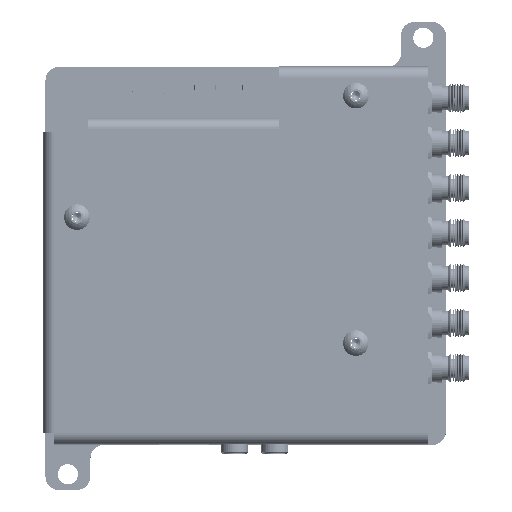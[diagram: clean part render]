
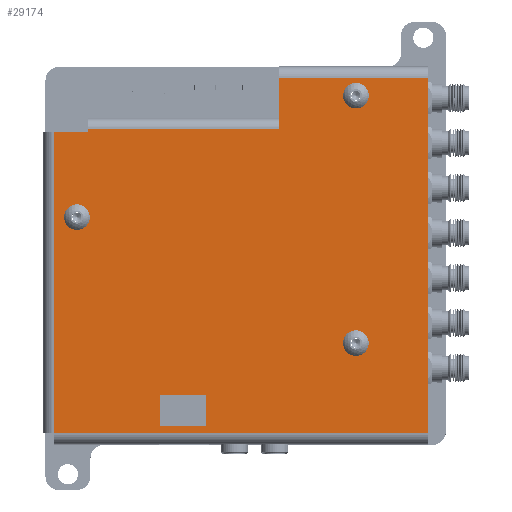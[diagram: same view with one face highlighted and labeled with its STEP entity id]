
A CAD part, top view. The second image highlights one B-rep face of the part: STEP entity #29174.
In plain terms, the highlighted planar face has unit normal (0, 0, 1).
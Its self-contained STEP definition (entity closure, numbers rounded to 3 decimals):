
#1076 = CARTESIAN_POINT ( 'NONE',  ( 40.5, 39.5, 78.094 ) ) ;
#1161 = CARTESIAN_POINT ( 'NONE',  ( -35.75, 8.5, 78.094 ) ) ;
#1504 = VERTEX_POINT ( 'NONE', #2989 ) ;
#1593 = EDGE_CURVE ( 'NONE', #73230, #1504, #10304, .T. ) ;
#1939 = VERTEX_POINT ( 'NONE', #65818 ) ;
#2150 = DIRECTION ( 'NONE',  ( 0., 0., 1. ) ) ;
#2989 = CARTESIAN_POINT ( 'NONE',  ( -42.5, -39.5, 78.094 ) ) ;
#3087 = ORIENTED_EDGE ( 'NONE', *, *, #31708, .F. ) ;
#3819 = VERTEX_POINT ( 'NONE', #84294 ) ;
#6458 = ORIENTED_EDGE ( 'NONE', *, *, #102248, .F. ) ;
#8404 = DIRECTION ( 'NONE',  ( -1., 0., 0. ) ) ;
#8499 = FACE_BOUND ( 'NONE', #98853, .T. ) ;
#8648 = ORIENTED_EDGE ( 'NONE', *, *, #82748, .T. ) ;
#9859 = DIRECTION ( 'NONE',  ( 0., 1., 0. ) ) ;
#10304 = LINE ( 'NONE', #42265, #35535 ) ;
#10385 = EDGE_CURVE ( 'NONE', #74609, #90942, #24496, .T. ) ;
#13519 = LINE ( 'NONE', #45472, #14980 ) ;
#14337 = DIRECTION ( 'NONE',  ( 0., 1., 0. ) ) ;
#14980 = VECTOR ( 'NONE', #85774, 1000. ) ;
#15303 = FACE_BOUND ( 'NONE', #50548, .T. ) ;
#15820 = DIRECTION ( 'NONE',  ( 0., 0., 1. ) ) ;
#17715 = DIRECTION ( 'NONE',  ( 0., 0., 1. ) ) ;
#18111 = ORIENTED_EDGE ( 'NONE', *, *, #58060, .F. ) ;
#18346 = ORIENTED_EDGE ( 'NONE', *, *, #1593, .F. ) ;
#19287 = VERTEX_POINT ( 'NONE', #74964 ) ;
#19798 = ORIENTED_EDGE ( 'NONE', *, *, #84468, .F. ) ;
#20300 = EDGE_CURVE ( 'NONE', #63326, #63326, #72792, .T. ) ;
#21201 = DIRECTION ( 'NONE',  ( 1., 0., 0. ) ) ;
#22489 = CARTESIAN_POINT ( 'NONE',  ( 26.25, 35.5, 78.094 ) ) ;
#22582 = VECTOR ( 'NONE', #59342, 1000. ) ;
#23477 = DIRECTION ( 'NONE',  ( 1., 0., 0. ) ) ;
#23662 = FACE_BOUND ( 'NONE', #47008, .T. ) ;
#24496 = LINE ( 'NONE', #63773, #92979 ) ;
#24791 = EDGE_CURVE ( 'NONE', #91569, #55653, #49677, .T. ) ;
#27275 = CIRCLE ( 'NONE', #79124, 1.75 ) ;
#27569 = VECTOR ( 'NONE', #9859, 1000. ) ;
#29174 = ADVANCED_FACE ( 'NONE', ( #95428, #97517, #8499, #23662, #15303 ), #55618, .T. ) ;
#31708 = EDGE_CURVE ( 'NONE', #1504, #85547, #13519, .T. ) ;
#32536 = CIRCLE ( 'NONE', #86044, 1.75 ) ;
#32678 = AXIS2_PLACEMENT_3D ( 'NONE', #36178, #2150, #50329 ) ;
#34114 = VECTOR ( 'NONE', #58209, 1000. ) ;
#34842 = EDGE_LOOP ( 'NONE', ( #70791, #3087, #18346, #88179, #8648, #18111, #48482, #80264 ) ) ;
#34956 = DIRECTION ( 'NONE',  ( -1., 0., 0. ) ) ;
#35380 = VECTOR ( 'NONE', #8404, 1000. ) ;
#35535 = VECTOR ( 'NONE', #34956, 1000. ) ;
#35872 = ORIENTED_EDGE ( 'NONE', *, *, #97621, .T. ) ;
#36178 = CARTESIAN_POINT ( 'NONE',  ( 24.5, 35.5, 78.094 ) ) ;
#36311 = CARTESIAN_POINT ( 'NONE',  ( -8.9, -38., 78.094 ) ) ;
#37219 = VECTOR ( 'NONE', #45088, 1000. ) ;
#37237 = LINE ( 'NONE', #93769, #37219 ) ;
#38269 = CARTESIAN_POINT ( 'NONE',  ( -19., -38., 78.094 ) ) ;
#39741 = VECTOR ( 'NONE', #62481, 1000. ) ;
#42265 = CARTESIAN_POINT ( 'NONE',  ( 40.5, -39.5, 78.094 ) ) ;
#44224 = CARTESIAN_POINT ( 'NONE',  ( -8.9, -31., 78.094 ) ) ;
#45088 = DIRECTION ( 'NONE',  ( 0., 1., 0. ) ) ;
#45472 = CARTESIAN_POINT ( 'NONE',  ( -42.5, -42., 78.094 ) ) ;
#45726 = CARTESIAN_POINT ( 'NONE',  ( -35., 28., 78.094 ) ) ;
#46059 = ORIENTED_EDGE ( 'NONE', *, *, #47897, .F. ) ;
#46150 = LINE ( 'NONE', #1076, #35380 ) ;
#46296 = CARTESIAN_POINT ( 'NONE',  ( 40.5, -42., 78.094 ) ) ;
#47008 = EDGE_LOOP ( 'NONE', ( #46059 ) ) ;
#47408 = DIRECTION ( 'NONE',  ( -1., 0., 0. ) ) ;
#47897 = EDGE_CURVE ( 'NONE', #1939, #1939, #32536, .T. ) ;
#48309 = CARTESIAN_POINT ( 'NONE',  ( 40.5, -42., 78.094 ) ) ;
#48482 = ORIENTED_EDGE ( 'NONE', *, *, #92688, .F. ) ;
#49677 = LINE ( 'NONE', #83565, #27569 ) ;
#50329 = DIRECTION ( 'NONE',  ( 1., 0., 0. ) ) ;
#50548 = EDGE_LOOP ( 'NONE', ( #77380 ) ) ;
#55133 = CARTESIAN_POINT ( 'NONE',  ( -19., -31., 78.094 ) ) ;
#55174 = DIRECTION ( 'NONE',  ( 0., 0., 1. ) ) ;
#55618 = PLANE ( 'NONE',  #80025 ) ;
#55653 = VERTEX_POINT ( 'NONE', #45726 ) ;
#58060 = EDGE_CURVE ( 'NONE', #72970, #91010, #37237, .T. ) ;
#58152 = LINE ( 'NONE', #59699, #92449 ) ;
#58209 = DIRECTION ( 'NONE',  ( 1., 0., 0. ) ) ;
#59164 = CARTESIAN_POINT ( 'NONE',  ( 7.5, 39.5, 78.094 ) ) ;
#59342 = DIRECTION ( 'NONE',  ( 0., 1., 0. ) ) ;
#59696 = CARTESIAN_POINT ( 'NONE',  ( -19., -31., 78.094 ) ) ;
#59699 = CARTESIAN_POINT ( 'NONE',  ( -19., -38., 78.094 ) ) ;
#59700 = CARTESIAN_POINT ( 'NONE',  ( -42.5, 27.5, 78.094 ) ) ;
#62481 = DIRECTION ( 'NONE',  ( 1., 0., 0. ) ) ;
#63326 = VERTEX_POINT ( 'NONE', #22489 ) ;
#63773 = CARTESIAN_POINT ( 'NONE',  ( -19., -38., 78.094 ) ) ;
#64525 = DIRECTION ( 'NONE',  ( 1., 0., 0. ) ) ;
#64855 = CARTESIAN_POINT ( 'NONE',  ( -37.5, 8.5, 78.094 ) ) ;
#65818 = CARTESIAN_POINT ( 'NONE',  ( 26.25, -19.5, 78.094 ) ) ;
#67623 = CARTESIAN_POINT ( 'NONE',  ( 40.5, -39.5, 78.094 ) ) ;
#68344 = CARTESIAN_POINT ( 'NONE',  ( 7.5, 28., 78.094 ) ) ;
#68965 = ORIENTED_EDGE ( 'NONE', *, *, #87797, .F. ) ;
#70791 = ORIENTED_EDGE ( 'NONE', *, *, #101171, .T. ) ;
#70975 = CARTESIAN_POINT ( 'NONE',  ( -35., 27.5, 78.094 ) ) ;
#72792 = CIRCLE ( 'NONE', #32678, 1.75 ) ;
#72970 = VERTEX_POINT ( 'NONE', #68344 ) ;
#73230 = VERTEX_POINT ( 'NONE', #67623 ) ;
#73399 = CARTESIAN_POINT ( 'NONE',  ( -42.5, 28., 78.094 ) ) ;
#73905 = LINE ( 'NONE', #73399, #34114 ) ;
#74609 = VERTEX_POINT ( 'NONE', #38269 ) ;
#74964 = CARTESIAN_POINT ( 'NONE',  ( 40.5, 39.5, 78.094 ) ) ;
#76087 = LINE ( 'NONE', #36311, #22582 ) ;
#76715 = CARTESIAN_POINT ( 'NONE',  ( 24.5, -19.5, 78.094 ) ) ;
#77380 = ORIENTED_EDGE ( 'NONE', *, *, #20300, .F. ) ;
#79124 = AXIS2_PLACEMENT_3D ( 'NONE', #64855, #17715, #23477 ) ;
#80025 = AXIS2_PLACEMENT_3D ( 'NONE', #48309, #15820, #64525 ) ;
#80264 = ORIENTED_EDGE ( 'NONE', *, *, #24791, .F. ) ;
#82157 = VERTEX_POINT ( 'NONE', #44224 ) ;
#82748 = EDGE_CURVE ( 'NONE', #19287, #91010, #46150, .T. ) ;
#83565 = CARTESIAN_POINT ( 'NONE',  ( -35., 39.5, 78.094 ) ) ;
#84294 = CARTESIAN_POINT ( 'NONE',  ( -8.9, -38., 78.094 ) ) ;
#84468 = EDGE_CURVE ( 'NONE', #91188, #91188, #27275, .T. ) ;
#84950 = ORIENTED_EDGE ( 'NONE', *, *, #10385, .T. ) ;
#85547 = VERTEX_POINT ( 'NONE', #59700 ) ;
#85774 = DIRECTION ( 'NONE',  ( 0., 1., 0. ) ) ;
#86044 = AXIS2_PLACEMENT_3D ( 'NONE', #76715, #55174, #21201 ) ;
#86093 = LINE ( 'NONE', #46296, #92465 ) ;
#86225 = CARTESIAN_POINT ( 'NONE',  ( -35., 27.5, 78.094 ) ) ;
#86704 = LINE ( 'NONE', #70975, #102211 ) ;
#87797 = EDGE_CURVE ( 'NONE', #3819, #82157, #76087, .T. ) ;
#88179 = ORIENTED_EDGE ( 'NONE', *, *, #92038, .T. ) ;
#90942 = VERTEX_POINT ( 'NONE', #59696 ) ;
#91010 = VERTEX_POINT ( 'NONE', #59164 ) ;
#91188 = VERTEX_POINT ( 'NONE', #1161 ) ;
#91569 = VERTEX_POINT ( 'NONE', #86225 ) ;
#91650 = DIRECTION ( 'NONE',  ( 1., 0., 0. ) ) ;
#92038 = EDGE_CURVE ( 'NONE', #73230, #19287, #86093, .T. ) ;
#92449 = VECTOR ( 'NONE', #91650, 1000. ) ;
#92465 = VECTOR ( 'NONE', #14337, 1000. ) ;
#92688 = EDGE_CURVE ( 'NONE', #55653, #72970, #73905, .T. ) ;
#92850 = EDGE_LOOP ( 'NONE', ( #6458, #84950, #35872, #68965 ) ) ;
#92979 = VECTOR ( 'NONE', #95718, 1000. ) ;
#93769 = CARTESIAN_POINT ( 'NONE',  ( 7.5, 28., 78.094 ) ) ;
#94949 = LINE ( 'NONE', #55133, #39741 ) ;
#95428 = FACE_OUTER_BOUND ( 'NONE', #34842, .T. ) ;
#95718 = DIRECTION ( 'NONE',  ( 0., 1., 0. ) ) ;
#97517 = FACE_BOUND ( 'NONE', #92850, .T. ) ;
#97621 = EDGE_CURVE ( 'NONE', #90942, #82157, #94949, .T. ) ;
#98853 = EDGE_LOOP ( 'NONE', ( #19798 ) ) ;
#101171 = EDGE_CURVE ( 'NONE', #91569, #85547, #86704, .T. ) ;
#102211 = VECTOR ( 'NONE', #47408, 1000. ) ;
#102248 = EDGE_CURVE ( 'NONE', #74609, #3819, #58152, .T. ) ;
